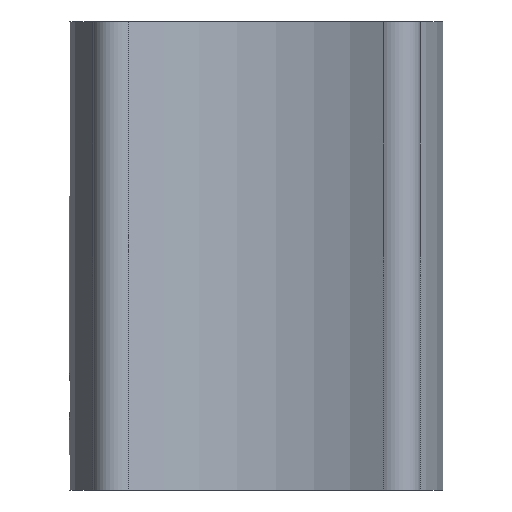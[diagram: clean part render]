
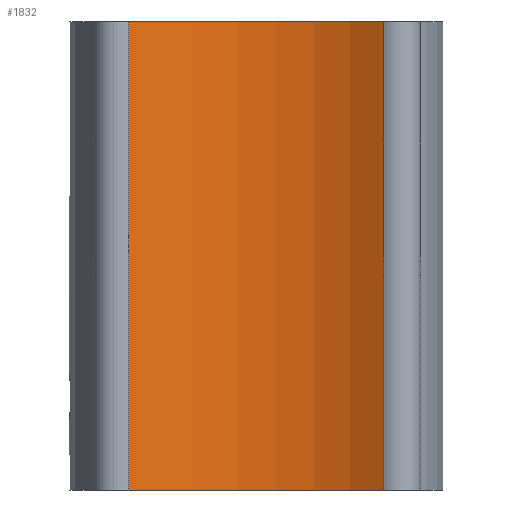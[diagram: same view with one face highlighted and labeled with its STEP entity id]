
A CAD part, left-side view. The second image highlights one B-rep face of the part: STEP entity #1832.
In plain terms, the highlighted cylindrical face has radius 5 mm (diameter 10 mm), a partial arc.
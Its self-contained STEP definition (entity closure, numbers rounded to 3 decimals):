
#190 = VERTEX_POINT('',#191);
#191 = CARTESIAN_POINT('',(-13.915,-2.727,0.));
#198 = EDGE_CURVE('',#190,#199,#201,.T.);
#199 = VERTEX_POINT('',#200);
#200 = CARTESIAN_POINT('',(-13.915,2.727,0.));
#201 = CIRCLE('',#202,5.);
#202 = AXIS2_PLACEMENT_3D('',#203,#204,#205);
#203 = CARTESIAN_POINT('',(-18.106,0.,0.));
#204 = DIRECTION('',(0.,0.,1.));
#205 = DIRECTION('',(1.,0.,0.));
#1476 = VERTEX_POINT('',#1477);
#1477 = CARTESIAN_POINT('',(-13.915,2.727,10.));
#1484 = EDGE_CURVE('',#1485,#1476,#1487,.T.);
#1485 = VERTEX_POINT('',#1486);
#1486 = CARTESIAN_POINT('',(-13.915,-2.727,10.));
#1487 = CIRCLE('',#1488,5.);
#1488 = AXIS2_PLACEMENT_3D('',#1489,#1490,#1491);
#1489 = CARTESIAN_POINT('',(-18.106,0.,10.));
#1490 = DIRECTION('',(0.,0.,1.));
#1491 = DIRECTION('',(1.,0.,0.));
#1819 = EDGE_CURVE('',#190,#1485,#1820,.T.);
#1820 = LINE('',#1821,#1822);
#1821 = CARTESIAN_POINT('',(-13.915,-2.727,0.));
#1822 = VECTOR('',#1823,1.);
#1823 = DIRECTION('',(0.,0.,1.));
#1832 = ADVANCED_FACE('',(#1833),#1844,.F.);
#1833 = FACE_BOUND('',#1834,.T.);
#1834 = EDGE_LOOP('',(#1835,#1836,#1837,#1843));
#1835 = ORIENTED_EDGE('',*,*,#1819,.T.);
#1836 = ORIENTED_EDGE('',*,*,#1484,.T.);
#1837 = ORIENTED_EDGE('',*,*,#1838,.F.);
#1838 = EDGE_CURVE('',#199,#1476,#1839,.T.);
#1839 = LINE('',#1840,#1841);
#1840 = CARTESIAN_POINT('',(-13.915,2.727,0.));
#1841 = VECTOR('',#1842,1.);
#1842 = DIRECTION('',(0.,0.,1.));
#1843 = ORIENTED_EDGE('',*,*,#198,.F.);
#1844 = CYLINDRICAL_SURFACE('',#1845,5.);
#1845 = AXIS2_PLACEMENT_3D('',#1846,#1847,#1848);
#1846 = CARTESIAN_POINT('',(-18.106,0.,0.));
#1847 = DIRECTION('',(-0.,-0.,-1.));
#1848 = DIRECTION('',(1.,0.,0.));
